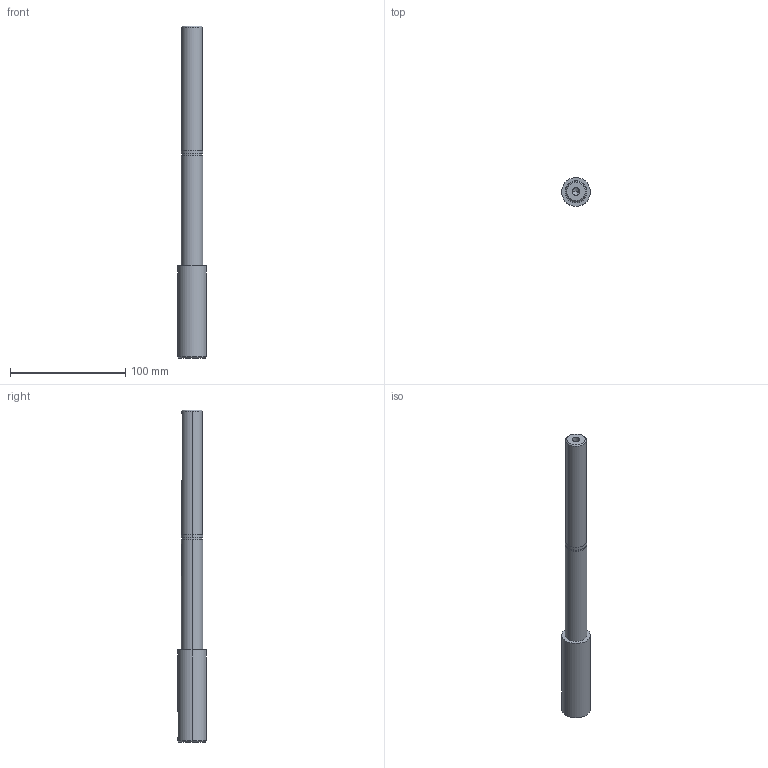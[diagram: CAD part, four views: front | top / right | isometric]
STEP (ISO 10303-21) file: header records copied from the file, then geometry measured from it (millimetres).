
FILE_DESCRIPTION (( 'STEP AP203' ), '1' );
FILE_NAME ('800.040.064.STEP', '2022-03-01T15:12:11', ( '' ), ( '' ), 'SwSTEP 2.0', 'SolidWorks 2018', '' );
FILE_SCHEMA (( 'CONFIG_CONTROL_DESIGN' ));
Length unit declared in the file: millimetre
Products named in the file (1): 800.040.064
Bounding box: 25 x 25 x 288.5 mm (x, y, z)
Volume: 91693.1 mm3; surface area: 20691.5 mm2
Topology: 1 solids, 1 shells, 42 faces, 93 edges, 59 vertices
Faces by surface type: cylinder 21, plane 15, cone 6
Entity records: 1404 total; most frequent: CARTESIAN_POINT 386, DIRECTION 205, ORIENTED_EDGE 182, EDGE_CURVE 91, AXIS2_PLACEMENT_3D 80, VERTEX_POINT 59, EDGE_LOOP 50, LINE 45
